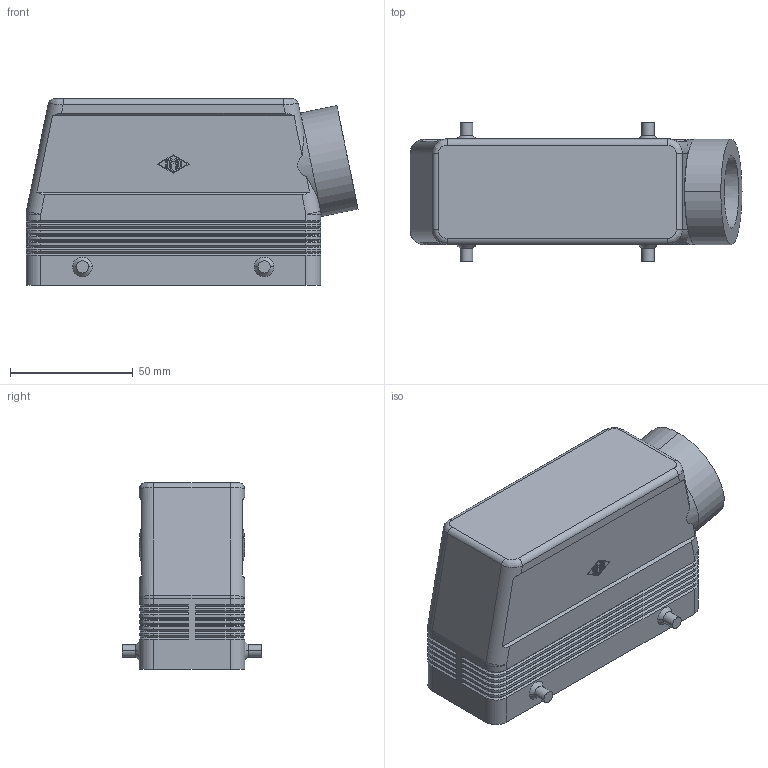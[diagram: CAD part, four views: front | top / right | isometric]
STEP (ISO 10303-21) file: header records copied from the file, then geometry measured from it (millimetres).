
FILE_DESCRIPTION(('Creo Elements/Direct Modeling STEP Export'),'2;1');
FILE_NAME('CAOT_24_6.stp','2012-12-17T16:20:34',(''),(''),'Creo Elements/Direct Modeling STEP processor for AP214 (Solid Model)','Creo Elements/Direct Modeling 18.0B 02-Dec-2011 (C) Parametric Technology GmbH','');
FILE_SCHEMA(('AUTOMOTIVE_DESIGN { 1 0 10303 214 1 1 1 1 }'));
Length unit declared in the file: millimetre
Products named in the file (1): MSBO8691
Bounding box: 135.24 x 57 x 76 mm (x, y, z)
Volume: 94310.7 mm3; surface area: 57643.9 mm2
Topology: 1 solids, 1 shells, 421 faces, 1030 edges, 621 vertices
Faces by surface type: plane 228, cylinder 115, cone 70, sphere 4, bspline 4
Entity records: 15420 total; most frequent: CARTESIAN_POINT 2416, ORIENTED_EDGE 2044, DIRECTION 1953, EDGE_CURVE 1022, VECTOR 699, LINE 699, AXIS2_PLACEMENT_3D 627, VERTEX_POINT 621
